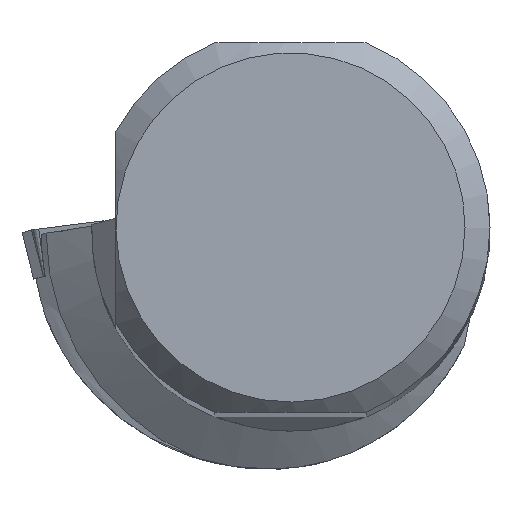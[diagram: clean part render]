
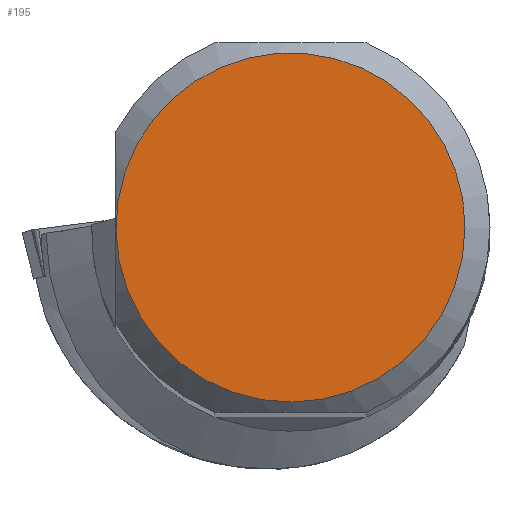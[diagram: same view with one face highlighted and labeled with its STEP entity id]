
A CAD part, top view. The second image highlights one B-rep face of the part: STEP entity #195.
In plain terms, the highlighted planar face has unit normal (0, 0, 1).
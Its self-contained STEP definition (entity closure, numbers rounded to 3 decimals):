
#154=FACE_OUTER_BOUND('',#381,.T.);
#195=ADVANCED_FACE('CU_SU_BP3',(#154),#224,.T.);
#224=PLANE('',#1000);
#381=EDGE_LOOP('',(#541));
#541=ORIENTED_EDGE('',*,*,#791,.T.);
#694=VERTEX_POINT('',#1636);
#791=EDGE_CURVE('',#694,#694,#838,.T.);
#838=CIRCLE('',#999,17.489);
#999=AXIS2_PLACEMENT_3D('',#1635,#1196,#1197);
#1000=AXIS2_PLACEMENT_3D('',#1637,#1198,#1199);
#1196=DIRECTION('',(0.,0.,1.));
#1197=DIRECTION('',(1.,0.,0.));
#1198=DIRECTION('',(0.,0.,1.));
#1199=DIRECTION('',(1.,0.,0.));
#1635=CARTESIAN_POINT('',(0.,0.,0.));
#1636=CARTESIAN_POINT('',(17.489,0.,0.));
#1637=CARTESIAN_POINT('',(0.,0.,
0.));
